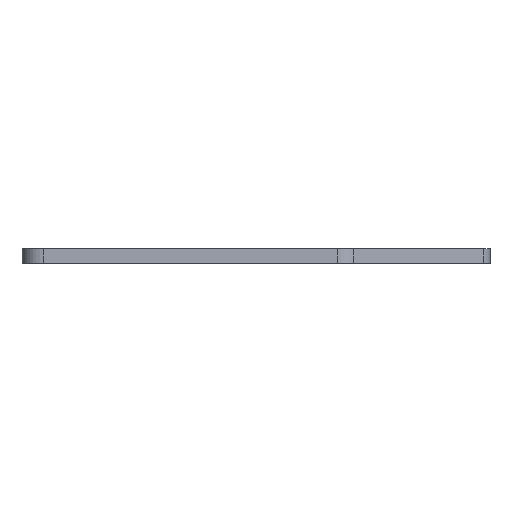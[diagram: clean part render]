
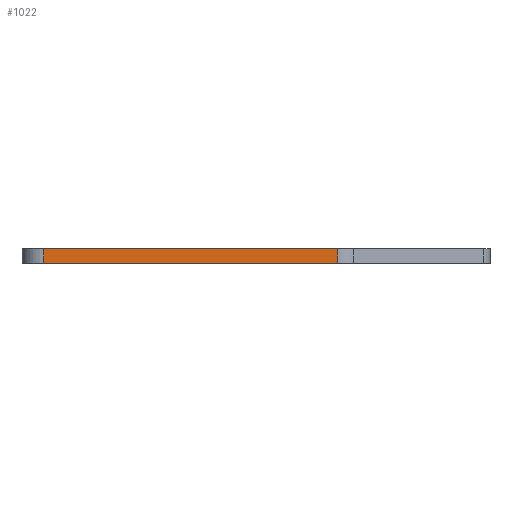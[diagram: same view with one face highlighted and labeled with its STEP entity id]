
A CAD part, left-side view. The second image highlights one B-rep face of the part: STEP entity #1022.
In plain terms, the highlighted planar face has unit normal (-1, 0, 0).
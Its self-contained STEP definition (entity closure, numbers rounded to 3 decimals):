
#21=PLANE('',#1108);
#63=FACE_OUTER_BOUND('',#117,.T.);
#117=EDGE_LOOP('',(#778,#779,#780,#781));
#185=LINE('',#1527,#306);
#216=LINE('',#1607,#337);
#217=LINE('',#1610,#338);
#218=LINE('',#1611,#339);
#306=VECTOR('',#1214,10.);
#337=VECTOR('',#1277,10.);
#338=VECTOR('',#1280,10.);
#339=VECTOR('',#1281,10.);
#467=VERTEX_POINT('',#1524);
#468=VERTEX_POINT('',#1526);
#500=VERTEX_POINT('',#1603);
#502=VERTEX_POINT('',#1609);
#570=EDGE_CURVE('',#468,#467,#185,.T.);
#611=EDGE_CURVE('',#468,#500,#216,.T.);
#612=EDGE_CURVE('',#502,#467,#217,.T.);
#613=EDGE_CURVE('',#500,#502,#218,.T.);
#778=ORIENTED_EDGE('',*,*,#611,.F.);
#779=ORIENTED_EDGE('',*,*,#570,.T.);
#780=ORIENTED_EDGE('',*,*,#612,.F.);
#781=ORIENTED_EDGE('',*,*,#613,.F.);
#1022=ADVANCED_FACE('',(#63),#21,.T.);
#1108=AXIS2_PLACEMENT_3D('',#1608,#1278,#1279);
#1214=DIRECTION('',(0.,-1.,0.));
#1277=DIRECTION('',(0.,0.,1.));
#1278=DIRECTION('center_axis',(-1.,0.,0.));
#1279=DIRECTION('ref_axis',(0.,-1.,0.));
#1280=DIRECTION('',(0.,0.,-1.));
#1281=DIRECTION('',(0.,-1.,0.));
#1524=CARTESIAN_POINT('',(-186.098,-62.455,24.3));
#1526=CARTESIAN_POINT('',(-186.098,5.952,24.3));
#1527=CARTESIAN_POINT('',(-186.098,10.952,24.3));
#1603=CARTESIAN_POINT('',(-186.098,5.952,27.6));
#1607=CARTESIAN_POINT('',(-186.098,5.952,24.3));
#1608=CARTESIAN_POINT('Origin',(-186.098,10.952,24.3));
#1609=CARTESIAN_POINT('',(-186.098,-62.455,27.6));
#1610=CARTESIAN_POINT('',(-186.098,-62.455,24.3));
#1611=CARTESIAN_POINT('',(-186.098,10.952,27.6));
